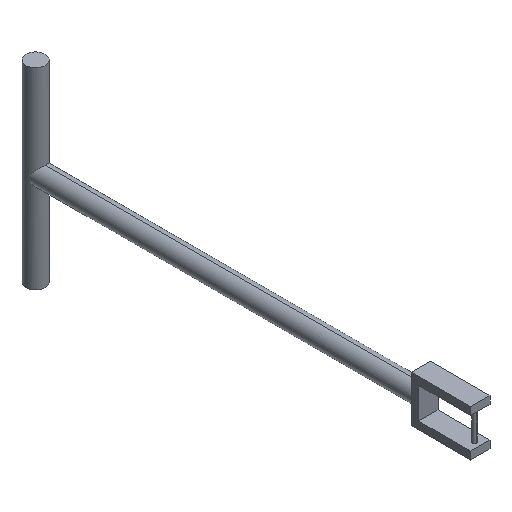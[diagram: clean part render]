
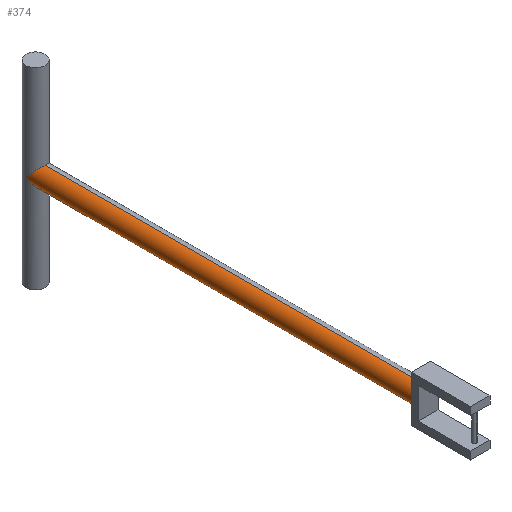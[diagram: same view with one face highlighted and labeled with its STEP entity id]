
A CAD part, isometric view. The second image highlights one B-rep face of the part: STEP entity #374.
In plain terms, the highlighted cylindrical face has radius 25 mm (diameter 50 mm), a partial arc.
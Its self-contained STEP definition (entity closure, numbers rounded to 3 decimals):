
#6 = DIRECTION ( 'NONE',  ( 0., 0., 1. ) ) ;
#17 = CIRCLE ( 'NONE', #191, 25. ) ;
#25 = ORIENTED_EDGE ( 'NONE', *, *, #506, .F. ) ;
#35 = CARTESIAN_POINT ( 'NONE',  ( 0., 0., 0. ) ) ;
#38 = AXIS2_PLACEMENT_3D ( 'NONE', #120, #330, #6 ) ;
#46 = CIRCLE ( 'NONE', #38, 25. ) ;
#50 = EDGE_CURVE ( 'NONE', #82, #244, #534, .T. ) ;
#73 = CARTESIAN_POINT ( 'NONE',  ( -25., 985.355, 14.645 ) ) ;
#82 = VERTEX_POINT ( 'NONE', #422 ) ;
#86 = EDGE_CURVE ( 'NONE', #244, #339, #370, .T. ) ;
#87 = FACE_OUTER_BOUND ( 'NONE', #554, .T. ) ;
#92 = CARTESIAN_POINT ( 'NONE',  ( 0., 0., -25. ) ) ;
#107 = DIRECTION ( 'NONE',  ( 0., 1., 0. ) ) ;
#111 = CARTESIAN_POINT ( 'NONE',  ( 0., 0., -25. ) ) ;
#116 = VECTOR ( 'NONE', #314, 1000. ) ;
#120 = CARTESIAN_POINT ( 'NONE',  ( 0., 0., 0. ) ) ;
#128 = CARTESIAN_POINT ( 'NONE',  ( -25., 1000., 0. ) ) ;
#144 = DIRECTION ( 'NONE',  ( 0., 1., 0. ) ) ;
#154 = CARTESIAN_POINT ( 'NONE',  ( -25., 985.355, -14.645 ) ) ;
#173 = EDGE_CURVE ( 'NONE', #462, #82, #412, .T. ) ;
#177 = CARTESIAN_POINT ( 'NONE',  ( 0., 975., 25. ) ) ;
#183 = VERTEX_POINT ( 'NONE', #567 ) ;
#191 = AXIS2_PLACEMENT_3D ( 'NONE', #300, #367, #571 ) ;
#244 = VERTEX_POINT ( 'NONE', #430 ) ;
#248 = CYLINDRICAL_SURFACE ( 'NONE', #497, 25. ) ;
#255 = EDGE_CURVE ( 'NONE', #183, #462, #46, .T. ) ;
#287 = VECTOR ( 'NONE', #107, 1000. ) ;
#300 = CARTESIAN_POINT ( 'NONE',  ( 0., 0., 0. ) ) ;
#314 = DIRECTION ( 'NONE',  ( 0., 1., 0. ) ) ;
#315 = LINE ( 'NONE', #111, #287 ) ;
#330 = DIRECTION ( 'NONE',  ( 0., 1., 0. ) ) ;
#339 = VERTEX_POINT ( 'NONE', #400 ) ;
#345 = ORIENTED_EDGE ( 'NONE', *, *, #255, .T. ) ;
#362 = DIRECTION ( 'NONE',  ( 0., 0., 1. ) ) ;
#367 = DIRECTION ( 'NONE',  ( 0., 1., 0. ) ) ;
#368 = ORIENTED_EDGE ( 'NONE', *, *, #173, .T. ) ;
#370 =( BOUNDED_CURVE ( )  B_SPLINE_CURVE ( 3, ( #626, #154, #472, #570 ),
 .UNSPECIFIED., .F., .T. ) 
 B_SPLINE_CURVE_WITH_KNOTS ( ( 4, 4 ),
 ( 1.571, 3.142 ),
 .UNSPECIFIED. ) 
 CURVE ( )  GEOMETRIC_REPRESENTATION_ITEM ( )  RATIONAL_B_SPLINE_CURVE ( ( 1., 0.805, 0.805, 1. ) ) 
 REPRESENTATION_ITEM ( '' )  );
#374 = ADVANCED_FACE ( 'NONE', ( #87 ), #248, .T. ) ;
#395 = CARTESIAN_POINT ( 'NONE',  ( -14.645, 975., 25. ) ) ;
#397 = VERTEX_POINT ( 'NONE', #92 ) ;
#400 = CARTESIAN_POINT ( 'NONE',  ( 0., 975., -25. ) ) ;
#404 = ORIENTED_EDGE ( 'NONE', *, *, #50, .T. ) ;
#407 = EDGE_CURVE ( 'NONE', #397, #183, #17, .T. ) ;
#412 = LINE ( 'NONE', #463, #116 ) ;
#422 = CARTESIAN_POINT ( 'NONE',  ( 0., 975., 25. ) ) ;
#430 = CARTESIAN_POINT ( 'NONE',  ( -25., 1000., 0. ) ) ;
#455 = ORIENTED_EDGE ( 'NONE', *, *, #407, .T. ) ;
#462 = VERTEX_POINT ( 'NONE', #635 ) ;
#463 = CARTESIAN_POINT ( 'NONE',  ( 0., 0., 25. ) ) ;
#472 = CARTESIAN_POINT ( 'NONE',  ( -14.645, 975., -25. ) ) ;
#497 = AXIS2_PLACEMENT_3D ( 'NONE', #35, #144, #362 ) ;
#506 = EDGE_CURVE ( 'NONE', #397, #339, #315, .T. ) ;
#534 =( BOUNDED_CURVE ( )  B_SPLINE_CURVE ( 3, ( #177, #395, #73, #128 ),
 .UNSPECIFIED., .F., .T. ) 
 B_SPLINE_CURVE_WITH_KNOTS ( ( 4, 4 ),
 ( 3.142, 4.712 ),
 .UNSPECIFIED. ) 
 CURVE ( )  GEOMETRIC_REPRESENTATION_ITEM ( )  RATIONAL_B_SPLINE_CURVE ( ( 1., 0.805, 0.805, 1. ) ) 
 REPRESENTATION_ITEM ( '' )  );
#554 = EDGE_LOOP ( 'NONE', ( #25, #455, #345, #368, #404, #603 ) ) ;
#567 = CARTESIAN_POINT ( 'NONE',  ( -25., 0., 0. ) ) ;
#570 = CARTESIAN_POINT ( 'NONE',  ( 0., 975., -25. ) ) ;
#571 = DIRECTION ( 'NONE',  ( 0., 0., 1. ) ) ;
#603 = ORIENTED_EDGE ( 'NONE', *, *, #86, .T. ) ;
#626 = CARTESIAN_POINT ( 'NONE',  ( -25., 1000., 0. ) ) ;
#635 = CARTESIAN_POINT ( 'NONE',  ( 0., 0., 25. ) ) ;
